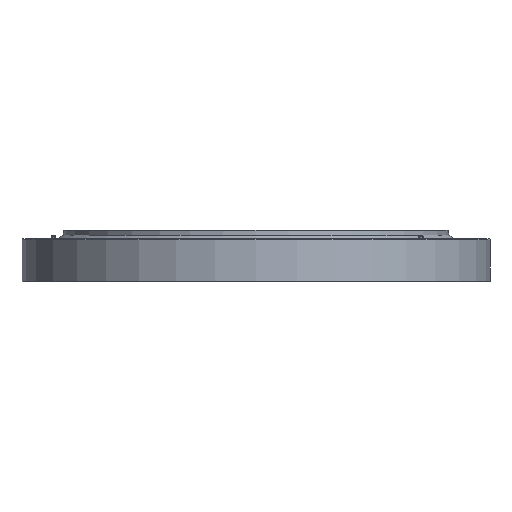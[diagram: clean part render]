
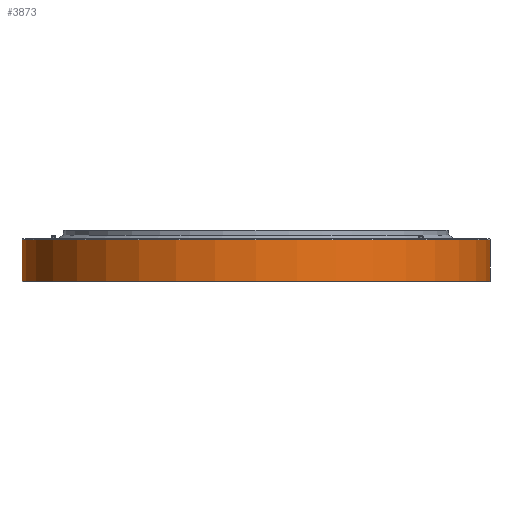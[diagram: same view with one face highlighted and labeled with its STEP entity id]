
A CAD part, front view. The second image highlights one B-rep face of the part: STEP entity #3873.
In plain terms, the highlighted cylindrical face has radius 347.5 mm (diameter 695 mm), a full revolution.
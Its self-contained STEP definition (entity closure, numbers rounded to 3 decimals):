
#403 = CYLINDRICAL_SURFACE ( 'NONE', #4816, 347.5 ) ;
#435 = VERTEX_POINT ( 'NONE', #5751 ) ;
#953 = DIRECTION ( 'NONE',  ( 0., 0., -1. ) ) ;
#972 = CARTESIAN_POINT ( 'NONE',  ( 0., 0., 41. ) ) ;
#1054 = CIRCLE ( 'NONE', #3475, 347.5 ) ;
#2090 = CARTESIAN_POINT ( 'NONE',  ( 347.5, 0., -21. ) ) ;
#2544 = FACE_OUTER_BOUND ( 'NONE', #2835, .T. ) ;
#2690 = VERTEX_POINT ( 'NONE', #2090 ) ;
#2748 = DIRECTION ( 'NONE',  ( 0., 0., 1. ) ) ;
#2835 = EDGE_LOOP ( 'NONE', ( #5399 ) ) ;
#2844 = CIRCLE ( 'NONE', #3162, 347.5 ) ;
#2901 = ORIENTED_EDGE ( 'NONE', *, *, #3440, .T. ) ;
#3042 = FACE_OUTER_BOUND ( 'NONE', #4496, .T. ) ;
#3162 = AXIS2_PLACEMENT_3D ( 'NONE', #972, #953, #5178 ) ;
#3440 = EDGE_CURVE ( 'NONE', #435, #435, #2844, .T. ) ;
#3475 = AXIS2_PLACEMENT_3D ( 'NONE', #3734, #3709, #4181 ) ;
#3709 = DIRECTION ( 'NONE',  ( 0., 0., 1. ) ) ;
#3734 = CARTESIAN_POINT ( 'NONE',  ( 0., 0., -21. ) ) ;
#3873 = ADVANCED_FACE ( 'NONE', ( #2544, #3042 ), #403, .T. ) ;
#4109 = EDGE_CURVE ( 'NONE', #2690, #2690, #1054, .T. ) ;
#4138 = DIRECTION ( 'NONE',  ( 1., 0., 0. ) ) ;
#4181 = DIRECTION ( 'NONE',  ( 1., 0., 0. ) ) ;
#4496 = EDGE_LOOP ( 'NONE', ( #2901 ) ) ;
#4816 = AXIS2_PLACEMENT_3D ( 'NONE', #5511, #2748, #4138 ) ;
#5178 = DIRECTION ( 'NONE',  ( -1., 0., 0. ) ) ;
#5399 = ORIENTED_EDGE ( 'NONE', *, *, #4109, .T. ) ;
#5511 = CARTESIAN_POINT ( 'NONE',  ( 0., 0., 0. ) ) ;
#5751 = CARTESIAN_POINT ( 'NONE',  ( -347.5, 0., 41. ) ) ;
